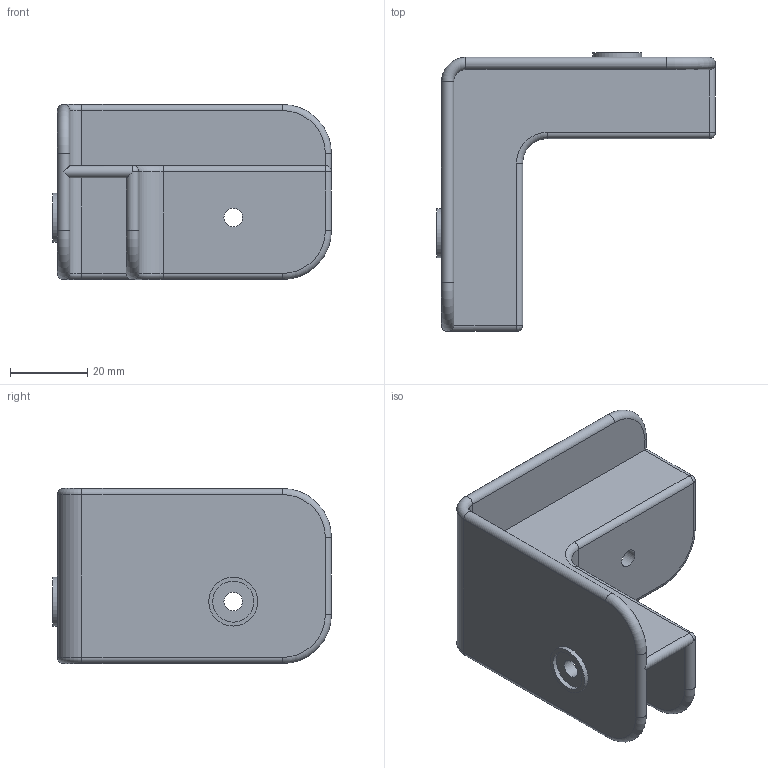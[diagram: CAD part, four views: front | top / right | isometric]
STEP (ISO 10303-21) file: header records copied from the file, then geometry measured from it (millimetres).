
FILE_DESCRIPTION(('', 'CAx-IF Rec.Pracs.---Representation and Presentation of Product Manufacturing Information (PMI)---4.0---2014-10-13'),'2;1');
FILE_NAME('SGN10MMC.STP', '2021-05-13T15:10:19',(''), (''), 'Kubotek Kosmos Version 3.0.7268.7268', 'KeyCreator Pro', '');
FILE_SCHEMA(('AP242_MANAGED_MODEL_BASED_3D_ENGINEERING_MIM_LF { 1 0 10303 442 1 1 4 }'));
Length unit declared in the file: inch
Bounding box: 72.39 x 72.39 x 45.47 mm (x, y, z)
Volume: 33475 mm3; surface area: 22235.4 mm2
Topology: 1 solids, 1 shells, 55 faces, 129 edges, 82 vertices
Faces by surface type: cylinder 27, plane 16, torus 10, sphere 2
Full cylindrical faces by diameter (mm): 4.826 x4, 10.668 x2, 12.7 x2
Entity records: 1621 total; most frequent: DIRECTION 304, CARTESIAN_POINT 259, ORIENTED_EDGE 258, EDGE_CURVE 129, AXIS2_PLACEMENT_3D 127, VERTEX_POINT 80, EDGE_LOOP 67, CIRCLE 65
